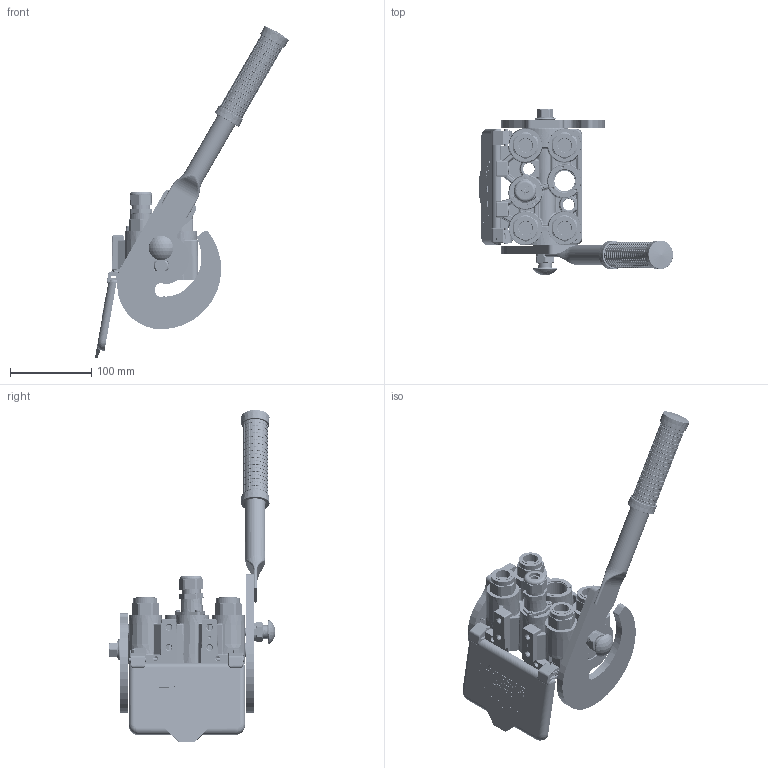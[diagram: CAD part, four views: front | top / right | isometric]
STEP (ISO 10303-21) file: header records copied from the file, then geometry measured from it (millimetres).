
FILE_DESCRIPTION (( 'STEP AP214' ), '1' );
FILE_NAME ('FASTER.step', '2024-08-14T05:56:04', ( '' ), ( '' ), 'SwSTEP 2.0', 'SolidWorks 2017', '' );
FILE_SCHEMA (( 'AUTOMOTIVE_DESIGN' ));
Length unit declared in the file: millimetre
Products named in the file (36): or2_62x17_86; 4830_001_0004_000; 4850_024_0000_012; 4830_025_1000_000; 4850_024_2000_011; curs_molla_12; et012; 4830_025_0000_001; A_2ffnb12_gas_f; 4850_001_0001_007; or1_5x7_m; 0048_042_0412_000; 4850_024_0000_022; 2ffnb12_gas_f; 4830_001_0005_300; 4830_070_0000_001; 4241_072_0000_200; 4830_001_0005_301; 4830_046_0000_000; 4830_025_2000_000; 4830_044_0000_000; conn_3p_f; sicura_p5; 4852_020_0001_001; 1540_080_0012_000; P608_F_BASE; 4830_022_0000_011; 4142_072_1000_300; 4340_014_0000_000; corpospel08-3f; FASTER; 4850_024_4000_000; 4850_024_4000_000_ASM; 4850_024_2000_020; 4850_024_0000_020
Assembly tree (42 placements, depth 4):
  FASTER
    P608_F_BASE
      4852_020_0001_001
      4830_001_0004_000  x2
      4850_001_0001_007
      4830_001_0005_300
      4830_001_0005_301
    A_2ffnb12_gas_f  x4
      curs_molla_12
        4340_014_0000_000
        4142_072_1000_300
      2ffnb12_gas_f
        2ffnb12_gas_f
    conn_3p_f
      corpospel08-3f
      4830_044_0000_000  x3
      4830_046_0000_000
      4241_072_0000_200
    4850_024_4000_000
      4850_024_4000_000_ASM
        4850_024_2000_020
        4850_024_0000_022
        4850_024_2000_011
      sicura_p5
        4830_025_0000_001
        or1_5x7_m
        0048_042_0412_000
      4850_024_0000_020
      1540_080_0012_000
      4850_024_0000_012
      4830_025_2000_000
      4830_025_1000_000
      4830_022_0000_011
      4830_070_0000_001
      or2_62x17_86  x2
    et012
Bounding box: 238.68 x 205.33 x 408.7 mm (x, y, z)
Volume: 275945.8 mm3; surface area: 402020.8 mm2
Topology: 28 solids, 95 shells, 7290 faces, 19698 edges, 12653 vertices
Faces by surface type: plane 3395, cylinder 2088, torus 735, bspline 506, cone 485, sphere 81
Entity records: 284722 total; most frequent: CARTESIAN_POINT 122093, ORIENTED_EDGE 33645, DIRECTION 28516, EDGE_CURVE 17226, VERTEX_POINT 11085, LINE 10014, VECTOR 10014, AXIS2_PLACEMENT_3D 9251
